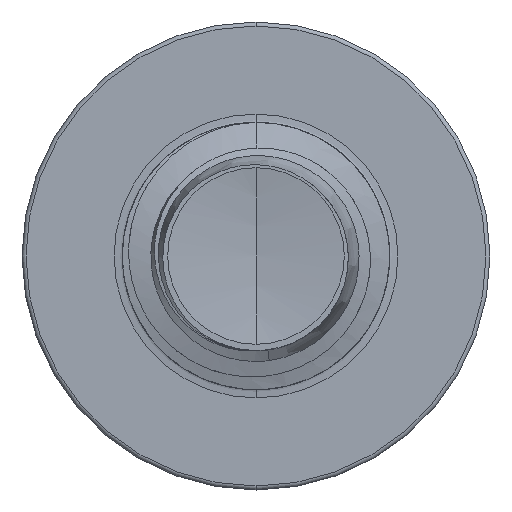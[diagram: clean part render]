
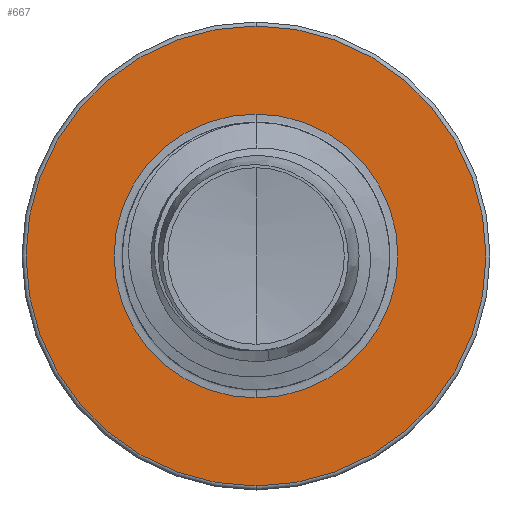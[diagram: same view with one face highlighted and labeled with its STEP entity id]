
A CAD part, front view. The second image highlights one B-rep face of the part: STEP entity #667.
In plain terms, the highlighted planar face has unit normal (0, -1, 0).
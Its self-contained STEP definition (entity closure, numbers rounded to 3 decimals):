
#402 = DIRECTION ( 'NONE',  ( 0., 1., 0. ) ) ;
#429 = EDGE_CURVE ( 'NONE', #12877, #12526, #13003, .T. ) ;
#511 = VERTEX_POINT ( 'NONE', #2470 ) ;
#667 = ADVANCED_FACE ( 'NONE', ( #16983, #22179 ), #21159, .F. ) ;
#1256 = EDGE_LOOP ( 'NONE', ( #15421, #15918 ) ) ;
#1451 = CARTESIAN_POINT ( 'NONE',  ( 0., 14., 0. ) ) ;
#1986 = EDGE_CURVE ( 'NONE', #14940, #511, #5622, .T. ) ;
#2380 = AXIS2_PLACEMENT_3D ( 'NONE', #12188, #402, #14172 ) ;
#2470 = CARTESIAN_POINT ( 'NONE',  ( 0., 14., 3.186 ) ) ;
#3448 = DIRECTION ( 'NONE',  ( 0., 0., 1. ) ) ;
#3494 = DIRECTION ( 'NONE',  ( 0., 0., 1. ) ) ;
#3856 = DIRECTION ( 'NONE',  ( 0., 1., 0. ) ) ;
#4199 = CARTESIAN_POINT ( 'NONE',  ( 0., 14., 0. ) ) ;
#5112 = CARTESIAN_POINT ( 'NONE',  ( 0., 14., 5.16 ) ) ;
#5622 = CIRCLE ( 'NONE', #13885, 3.186 ) ;
#6610 = ORIENTED_EDGE ( 'NONE', *, *, #1986, .T. ) ;
#8833 = CIRCLE ( 'NONE', #2380, 3.186 ) ;
#8930 = CARTESIAN_POINT ( 'NONE',  ( 0., 14., -3.186 ) ) ;
#12188 = CARTESIAN_POINT ( 'NONE',  ( 0., 14., 0. ) ) ;
#12526 = VERTEX_POINT ( 'NONE', #5112 ) ;
#12877 = VERTEX_POINT ( 'NONE', #19555 ) ;
#13003 = CIRCLE ( 'NONE', #14863, 5.16 ) ;
#13885 = AXIS2_PLACEMENT_3D ( 'NONE', #20027, #19968, #19950 ) ;
#14172 = DIRECTION ( 'NONE',  ( 0., 0., 1. ) ) ;
#14863 = AXIS2_PLACEMENT_3D ( 'NONE', #4199, #3856, #3494 ) ;
#14940 = VERTEX_POINT ( 'NONE', #8930 ) ;
#15151 = EDGE_CURVE ( 'NONE', #12526, #12877, #19980, .T. ) ;
#15206 = DIRECTION ( 'NONE',  ( 0., 1., 0. ) ) ;
#15421 = ORIENTED_EDGE ( 'NONE', *, *, #15151, .F. ) ;
#15918 = ORIENTED_EDGE ( 'NONE', *, *, #429, .F. ) ;
#16983 = FACE_OUTER_BOUND ( 'NONE', #1256, .T. ) ;
#17614 = ORIENTED_EDGE ( 'NONE', *, *, #23631, .T. ) ;
#19555 = CARTESIAN_POINT ( 'NONE',  ( 0., 14., -5.16 ) ) ;
#19950 = DIRECTION ( 'NONE',  ( 0., 0., 1. ) ) ;
#19968 = DIRECTION ( 'NONE',  ( 0., 1., 0. ) ) ;
#19980 = CIRCLE ( 'NONE', #24090, 5.16 ) ;
#20027 = CARTESIAN_POINT ( 'NONE',  ( 0., 14., 0. ) ) ;
#20230 = DIRECTION ( 'NONE',  ( 0., 0., 1. ) ) ;
#20430 = DIRECTION ( 'NONE',  ( 0., 1., 0. ) ) ;
#21159 = PLANE ( 'NONE',  #25366 ) ;
#21644 = EDGE_LOOP ( 'NONE', ( #17614, #6610 ) ) ;
#22179 = FACE_BOUND ( 'NONE', #21644, .T. ) ;
#22871 = CARTESIAN_POINT ( 'NONE',  ( 0., 14., -3.186 ) ) ;
#23631 = EDGE_CURVE ( 'NONE', #511, #14940, #8833, .T. ) ;
#24090 = AXIS2_PLACEMENT_3D ( 'NONE', #1451, #15206, #3448 ) ;
#25366 = AXIS2_PLACEMENT_3D ( 'NONE', #22871, #20430, #20230 ) ;
